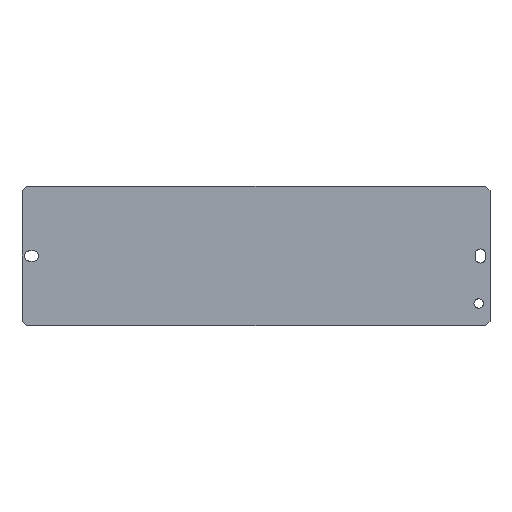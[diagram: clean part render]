
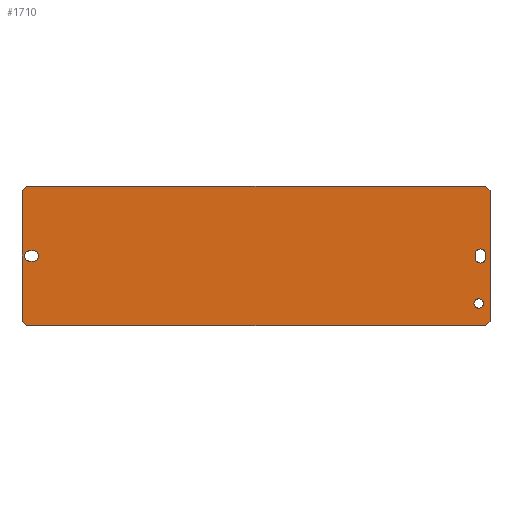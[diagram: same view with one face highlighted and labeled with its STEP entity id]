
A CAD part, front view. The second image highlights one B-rep face of the part: STEP entity #1710.
In plain terms, the highlighted planar face has unit normal (0, -1, 0).
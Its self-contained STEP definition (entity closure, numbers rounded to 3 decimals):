
#1565=AXIS2_PLACEMENT_3D('Plane Axis2P3D',#1562,#1563,#1564) ;
#1635=AXIS2_PLACEMENT_3D('Circle Axis2P3D',#1633,#1634,$) ;
#1649=AXIS2_PLACEMENT_3D('Circle Axis2P3D',#1647,#1648,$) ;
#1669=AXIS2_PLACEMENT_3D('Circle Axis2P3D',#1667,#1668,$) ;
#1683=AXIS2_PLACEMENT_3D('Circle Axis2P3D',#1681,#1682,$) ;
#1694=AXIS2_PLACEMENT_3D('Circle Axis2P3D',#1692,#1693,$) ;
#1703=AXIS2_PLACEMENT_3D('Circle Axis2P3D',#1701,#1702,$) ;
#1530=CARTESIAN_POINT('Vertex',(198.,0.,0.)) ;
#1533=CARTESIAN_POINT('Line Origine',(100.,0.,0.)) ;
#1537=CARTESIAN_POINT('Vertex',(2.,0.,0.)) ;
#1562=CARTESIAN_POINT('Axis2P3D Location',(-6.,0.,0.)) ;
#1567=CARTESIAN_POINT('Line Origine',(1.,0.,58.6)) ;
#1571=CARTESIAN_POINT('Vertex',(0.,0.,57.6)) ;
#1573=CARTESIAN_POINT('Vertex',(2.,0.,59.6)) ;
#1576=CARTESIAN_POINT('Line Origine',(0.,0.,29.8)) ;
#1580=CARTESIAN_POINT('Vertex',(0.,0.,2.)) ;
#1583=CARTESIAN_POINT('Line Origine',(1.,0.,1.)) ;
#1588=CARTESIAN_POINT('Line Origine',(199.,0.,1.)) ;
#1592=CARTESIAN_POINT('Vertex',(200.,0.,2.)) ;
#1595=CARTESIAN_POINT('Line Origine',(200.,0.,29.8)) ;
#1599=CARTESIAN_POINT('Vertex',(200.,0.,57.6)) ;
#1602=CARTESIAN_POINT('Line Origine',(199.,0.,58.6)) ;
#1606=CARTESIAN_POINT('Vertex',(198.,0.,59.6)) ;
#1609=CARTESIAN_POINT('Line Origine',(100.,0.,59.6)) ;
#1624=CARTESIAN_POINT('Line Origine',(4.09,0.,27.55)) ;
#1628=CARTESIAN_POINT('Vertex',(3.34,0.,27.55)) ;
#1630=CARTESIAN_POINT('Vertex',(4.84,0.,27.55)) ;
#1633=CARTESIAN_POINT('Axis2P3D Location',(3.34,0.,29.8)) ;
#1637=CARTESIAN_POINT('Vertex',(3.34,0.,32.05)) ;
#1640=CARTESIAN_POINT('Line Origine',(4.09,0.,32.05)) ;
#1644=CARTESIAN_POINT('Vertex',(4.84,0.,32.05)) ;
#1647=CARTESIAN_POINT('Axis2P3D Location',(4.84,0.,29.8)) ;
#1658=CARTESIAN_POINT('Line Origine',(193.658,0.,29.8)) ;
#1662=CARTESIAN_POINT('Vertex',(193.658,0.,30.55)) ;
#1664=CARTESIAN_POINT('Vertex',(193.658,0.,29.05)) ;
#1667=CARTESIAN_POINT('Axis2P3D Location',(195.908,0.,30.55)) ;
#1671=CARTESIAN_POINT('Vertex',(198.158,0.,30.55)) ;
#1674=CARTESIAN_POINT('Line Origine',(198.158,0.,29.8)) ;
#1678=CARTESIAN_POINT('Vertex',(198.158,0.,29.05)) ;
#1681=CARTESIAN_POINT('Axis2P3D Location',(195.908,0.,29.05)) ;
#1692=CARTESIAN_POINT('Axis2P3D Location',(195.144,0.,9.5)) ;
#1696=CARTESIAN_POINT('Vertex',(193.144,0.,9.5)) ;
#1698=CARTESIAN_POINT('Vertex',(197.144,0.,9.5)) ;
#1701=CARTESIAN_POINT('Axis2P3D Location',(195.144,0.,9.5)) ;
#1534=DIRECTION('Vector Direction',(-1.,0.,0.)) ;
#1563=DIRECTION('Axis2P3D Direction',(0.,1.,0.)) ;
#1564=DIRECTION('Axis2P3D XDirection',(0.,0.,1.)) ;
#1568=DIRECTION('Vector Direction',(-0.707,0.,-0.707)) ;
#1577=DIRECTION('Vector Direction',(0.,0.,1.)) ;
#1584=DIRECTION('Vector Direction',(-0.707,0.,0.707)) ;
#1589=DIRECTION('Vector Direction',(0.707,0.,0.707)) ;
#1596=DIRECTION('Vector Direction',(0.,0.,-1.)) ;
#1603=DIRECTION('Vector Direction',(-0.707,0.,0.707)) ;
#1610=DIRECTION('Vector Direction',(1.,0.,0.)) ;
#1625=DIRECTION('Vector Direction',(1.,0.,0.)) ;
#1634=DIRECTION('Axis2P3D Direction',(0.,1.,0.)) ;
#1641=DIRECTION('Vector Direction',(-1.,0.,0.)) ;
#1648=DIRECTION('Axis2P3D Direction',(0.,1.,0.)) ;
#1659=DIRECTION('Vector Direction',(0.,0.,-1.)) ;
#1668=DIRECTION('Axis2P3D Direction',(0.,1.,0.)) ;
#1675=DIRECTION('Vector Direction',(0.,0.,1.)) ;
#1682=DIRECTION('Axis2P3D Direction',(0.,1.,0.)) ;
#1693=DIRECTION('Axis2P3D Direction',(0.,1.,0.)) ;
#1702=DIRECTION('Axis2P3D Direction',(0.,1.,0.)) ;
#1535=VECTOR('Line Direction',#1534,1.) ;
#1569=VECTOR('Line Direction',#1568,1.) ;
#1578=VECTOR('Line Direction',#1577,1.) ;
#1585=VECTOR('Line Direction',#1584,1.) ;
#1590=VECTOR('Line Direction',#1589,1.) ;
#1597=VECTOR('Line Direction',#1596,1.) ;
#1604=VECTOR('Line Direction',#1603,1.) ;
#1611=VECTOR('Line Direction',#1610,1.) ;
#1626=VECTOR('Line Direction',#1625,1.) ;
#1642=VECTOR('Line Direction',#1641,1.) ;
#1660=VECTOR('Line Direction',#1659,1.) ;
#1676=VECTOR('Line Direction',#1675,1.) ;
#1615=ORIENTED_EDGE('',*,*,#1575,.F.) ;
#1616=ORIENTED_EDGE('',*,*,#1582,.F.) ;
#1617=ORIENTED_EDGE('',*,*,#1587,.F.) ;
#1618=ORIENTED_EDGE('',*,*,#1539,.F.) ;
#1619=ORIENTED_EDGE('',*,*,#1594,.F.) ;
#1620=ORIENTED_EDGE('',*,*,#1601,.F.) ;
#1621=ORIENTED_EDGE('',*,*,#1608,.F.) ;
#1622=ORIENTED_EDGE('',*,*,#1613,.F.) ;
#1653=ORIENTED_EDGE('',*,*,#1632,.F.) ;
#1654=ORIENTED_EDGE('',*,*,#1639,.T.) ;
#1655=ORIENTED_EDGE('',*,*,#1646,.F.) ;
#1656=ORIENTED_EDGE('',*,*,#1651,.T.) ;
#1687=ORIENTED_EDGE('',*,*,#1666,.F.) ;
#1688=ORIENTED_EDGE('',*,*,#1673,.T.) ;
#1689=ORIENTED_EDGE('',*,*,#1680,.F.) ;
#1690=ORIENTED_EDGE('',*,*,#1685,.T.) ;
#1707=ORIENTED_EDGE('',*,*,#1700,.T.) ;
#1708=ORIENTED_EDGE('',*,*,#1705,.T.) ;
#1657=FACE_BOUND('',#1652,.T.) ;
#1691=FACE_BOUND('',#1686,.T.) ;
#1709=FACE_BOUND('',#1706,.T.) ;
#1710=ADVANCED_FACE('Housing',(#1623,#1657,#1691,#1709),#1566,.F.) ;
#1636=CIRCLE('generated circle',#1635,2.25) ;
#1650=CIRCLE('generated circle',#1649,2.25) ;
#1670=CIRCLE('generated circle',#1669,2.25) ;
#1684=CIRCLE('generated circle',#1683,2.25) ;
#1695=CIRCLE('generated circle',#1694,2.) ;
#1704=CIRCLE('generated circle',#1703,2.) ;
#1539=EDGE_CURVE('',#1531,#1538,#1536,.T.) ;
#1575=EDGE_CURVE('',#1572,#1574,#1570,.F.) ;
#1582=EDGE_CURVE('',#1581,#1572,#1579,.T.) ;
#1587=EDGE_CURVE('',#1538,#1581,#1586,.T.) ;
#1594=EDGE_CURVE('',#1593,#1531,#1591,.F.) ;
#1601=EDGE_CURVE('',#1600,#1593,#1598,.T.) ;
#1608=EDGE_CURVE('',#1607,#1600,#1605,.F.) ;
#1613=EDGE_CURVE('',#1574,#1607,#1612,.T.) ;
#1632=EDGE_CURVE('',#1629,#1631,#1627,.T.) ;
#1639=EDGE_CURVE('',#1629,#1638,#1636,.T.) ;
#1646=EDGE_CURVE('',#1645,#1638,#1643,.T.) ;
#1651=EDGE_CURVE('',#1645,#1631,#1650,.T.) ;
#1666=EDGE_CURVE('',#1663,#1665,#1661,.T.) ;
#1673=EDGE_CURVE('',#1663,#1672,#1670,.T.) ;
#1680=EDGE_CURVE('',#1679,#1672,#1677,.T.) ;
#1685=EDGE_CURVE('',#1679,#1665,#1684,.T.) ;
#1700=EDGE_CURVE('',#1697,#1699,#1695,.T.) ;
#1705=EDGE_CURVE('',#1699,#1697,#1704,.T.) ;
#1614=EDGE_LOOP('',(#1615,#1616,#1617,#1618,#1619,#1620,#1621,#1622)) ;
#1652=EDGE_LOOP('',(#1653,#1654,#1655,#1656)) ;
#1686=EDGE_LOOP('',(#1687,#1688,#1689,#1690)) ;
#1706=EDGE_LOOP('',(#1707,#1708)) ;
#1623=FACE_OUTER_BOUND('',#1614,.T.) ;
#1536=LINE('Line',#1533,#1535) ;
#1570=LINE('Line',#1567,#1569) ;
#1579=LINE('Line',#1576,#1578) ;
#1586=LINE('Line',#1583,#1585) ;
#1591=LINE('Line',#1588,#1590) ;
#1598=LINE('Line',#1595,#1597) ;
#1605=LINE('Line',#1602,#1604) ;
#1612=LINE('Line',#1609,#1611) ;
#1627=LINE('Line',#1624,#1626) ;
#1643=LINE('Line',#1640,#1642) ;
#1661=LINE('Line',#1658,#1660) ;
#1677=LINE('Line',#1674,#1676) ;
#1566=PLANE('',#1565) ;
#1531=VERTEX_POINT('',#1530) ;
#1538=VERTEX_POINT('',#1537) ;
#1572=VERTEX_POINT('',#1571) ;
#1574=VERTEX_POINT('',#1573) ;
#1581=VERTEX_POINT('',#1580) ;
#1593=VERTEX_POINT('',#1592) ;
#1600=VERTEX_POINT('',#1599) ;
#1607=VERTEX_POINT('',#1606) ;
#1629=VERTEX_POINT('',#1628) ;
#1631=VERTEX_POINT('',#1630) ;
#1638=VERTEX_POINT('',#1637) ;
#1645=VERTEX_POINT('',#1644) ;
#1663=VERTEX_POINT('',#1662) ;
#1665=VERTEX_POINT('',#1664) ;
#1672=VERTEX_POINT('',#1671) ;
#1679=VERTEX_POINT('',#1678) ;
#1697=VERTEX_POINT('',#1696) ;
#1699=VERTEX_POINT('',#1698) ;
